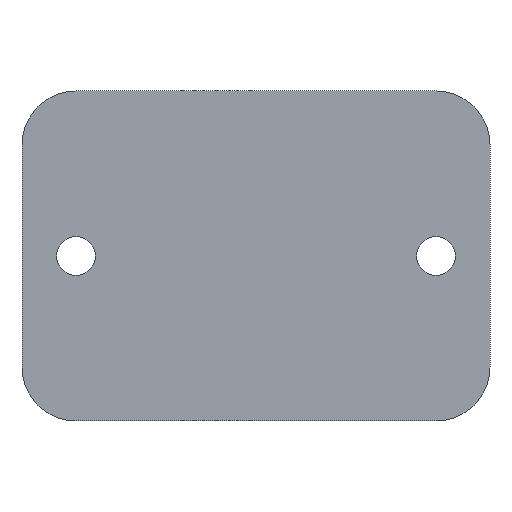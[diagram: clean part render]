
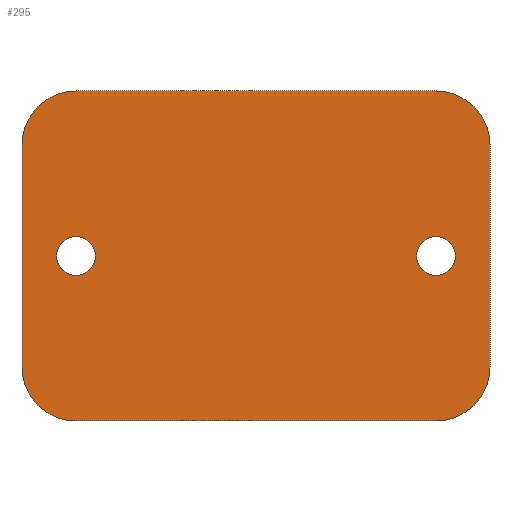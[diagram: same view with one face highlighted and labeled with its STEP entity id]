
A CAD part, front view. The second image highlights one B-rep face of the part: STEP entity #295.
In plain terms, the highlighted planar face has unit normal (0, -1, 0).
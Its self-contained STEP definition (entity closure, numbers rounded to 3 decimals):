
#295 = ADVANCED_FACE( '', ( #617, #618, #619 ), #620, .F. );
#617 = FACE_BOUND( '', #942, .T. );
#618 = FACE_BOUND( '', #943, .T. );
#619 = FACE_OUTER_BOUND( '', #944, .T. );
#620 = PLANE( '', #945 );
#942 = EDGE_LOOP( '', ( #1746 ) );
#943 = EDGE_LOOP( '', ( #1747 ) );
#944 = EDGE_LOOP( '', ( #1748, #1749, #1750, #1751, #1752, #1753, #1754, #1755 ) );
#945 = AXIS2_PLACEMENT_3D( '', #1756, #1757, #1758 );
#1746 = ORIENTED_EDGE( '', *, *, #2095, .T. );
#1747 = ORIENTED_EDGE( '', *, *, #1936, .T. );
#1748 = ORIENTED_EDGE( '', *, *, #2087, .F. );
#1749 = ORIENTED_EDGE( '', *, *, #2144, .F. );
#1750 = ORIENTED_EDGE( '', *, *, #2157, .F. );
#1751 = ORIENTED_EDGE( '', *, *, #1846, .F. );
#1752 = ORIENTED_EDGE( '', *, *, #2106, .F. );
#1753 = ORIENTED_EDGE( '', *, *, #2129, .F. );
#1754 = ORIENTED_EDGE( '', *, *, #2158, .F. );
#1755 = ORIENTED_EDGE( '', *, *, #2083, .F. );
#1756 = CARTESIAN_POINT( '', ( -30., 0., -18.5 ) );
#1757 = DIRECTION( '', ( 0., 1., 0. ) );
#1758 = DIRECTION( '', ( 0., 0., 1. ) );
#1846 = EDGE_CURVE( '', #2187, #2188, #2189, .T. );
#1936 = EDGE_CURVE( '', #2343, #2343, #2344, .T. );
#2083 = EDGE_CURVE( '', #2561, #2562, #2563, .T. );
#2087 = EDGE_CURVE( '', #2567, #2561, #2568, .T. );
#2095 = EDGE_CURVE( '', #2577, #2577, #2578, .T. );
#2106 = EDGE_CURVE( '', #2591, #2187, #2592, .T. );
#2129 = EDGE_CURVE( '', #2619, #2591, #2620, .T. );
#2144 = EDGE_CURVE( '', #2638, #2567, #2639, .T. );
#2157 = EDGE_CURVE( '', #2188, #2638, #2652, .T. );
#2158 = EDGE_CURVE( '', #2562, #2619, #2653, .T. );
#2187 = VERTEX_POINT( '', #2694 );
#2188 = VERTEX_POINT( '', #2695 );
#2189 = LINE( '', #2696, #2697 );
#2343 = VERTEX_POINT( '', #2918 );
#2344 = CIRCLE( '', #2919, 3.25 );
#2561 = VERTEX_POINT( '', #3322 );
#2562 = VERTEX_POINT( '', #3323 );
#2563 = LINE( '', #3324, #3325 );
#2567 = VERTEX_POINT( '', #3331 );
#2568 = CIRCLE( '', #3332, 9. );
#2577 = VERTEX_POINT( '', #3345 );
#2578 = CIRCLE( '', #3346, 3.25 );
#2591 = VERTEX_POINT( '', #3372 );
#2592 = CIRCLE( '', #3373, 9. );
#2619 = VERTEX_POINT( '', #3408 );
#2620 = LINE( '', #3409, #3410 );
#2638 = VERTEX_POINT( '', #3442 );
#2639 = LINE( '', #3443, #3444 );
#2652 = CIRCLE( '', #3461, 9. );
#2653 = CIRCLE( '', #3462, 9. );
#2694 = CARTESIAN_POINT( '', ( 39., 0., 18.5 ) );
#2695 = CARTESIAN_POINT( '', ( 39., 0., -18.5 ) );
#2696 = CARTESIAN_POINT( '', ( 39., 0., 18.5 ) );
#2697 = VECTOR( '', #3482, 1000. );
#2918 = CARTESIAN_POINT( '', ( 33.25, 0., 0. ) );
#2919 = AXIS2_PLACEMENT_3D( '', #3607, #3608, #3609 );
#3322 = CARTESIAN_POINT( '', ( -39., 0., -18.5 ) );
#3323 = CARTESIAN_POINT( '', ( -39., 0., 18.5 ) );
#3324 = CARTESIAN_POINT( '', ( -39., 0., -18.5 ) );
#3325 = VECTOR( '', #3767, 1000. );
#3331 = CARTESIAN_POINT( '', ( -30., 0., -27.5 ) );
#3332 = AXIS2_PLACEMENT_3D( '', #3770, #3771, #3772 );
#3345 = CARTESIAN_POINT( '', ( -26.75, 0., 0. ) );
#3346 = AXIS2_PLACEMENT_3D( '', #3777, #3778, #3779 );
#3372 = CARTESIAN_POINT( '', ( 30., 0., 27.5 ) );
#3373 = AXIS2_PLACEMENT_3D( '', #3785, #3786, #3787 );
#3408 = CARTESIAN_POINT( '', ( -30., 0., 27.5 ) );
#3409 = CARTESIAN_POINT( '', ( -30., 0., 27.5 ) );
#3410 = VECTOR( '', #3808, 1000. );
#3442 = CARTESIAN_POINT( '', ( 30., 0., -27.5 ) );
#3443 = CARTESIAN_POINT( '', ( 30., 0., -27.5 ) );
#3444 = VECTOR( '', #3818, 1000. );
#3461 = AXIS2_PLACEMENT_3D( '', #3823, #3824, #3825 );
#3462 = AXIS2_PLACEMENT_3D( '', #3826, #3827, #3828 );
#3482 = DIRECTION( '', ( 0., 0., -1. ) );
#3607 = CARTESIAN_POINT( '', ( 30., 0., 0. ) );
#3608 = DIRECTION( '', ( 0., 1., 0. ) );
#3609 = DIRECTION( '', ( 1., 0., 0. ) );
#3767 = DIRECTION( '', ( 0., 0., 1. ) );
#3770 = CARTESIAN_POINT( '', ( -30., 0., -18.5 ) );
#3771 = DIRECTION( '', ( 0., 1., 0. ) );
#3772 = DIRECTION( '', ( 1., 0., 0. ) );
#3777 = CARTESIAN_POINT( '', ( -30., 0., 0. ) );
#3778 = DIRECTION( '', ( 0., 1., 0. ) );
#3779 = DIRECTION( '', ( 1., 0., 0. ) );
#3785 = CARTESIAN_POINT( '', ( 30., 0., 18.5 ) );
#3786 = DIRECTION( '', ( 0., 1., 0. ) );
#3787 = DIRECTION( '', ( 1., 0., 0. ) );
#3808 = DIRECTION( '', ( 1., 0., 0. ) );
#3818 = DIRECTION( '', ( -1., 0., 0. ) );
#3823 = CARTESIAN_POINT( '', ( 30., 0., -18.5 ) );
#3824 = DIRECTION( '', ( 0., 1., 0. ) );
#3825 = DIRECTION( '', ( 1., 0., 0. ) );
#3826 = CARTESIAN_POINT( '', ( -30., 0., 18.5 ) );
#3827 = DIRECTION( '', ( 0., 1., 0. ) );
#3828 = DIRECTION( '', ( 1., 0., 0. ) );
